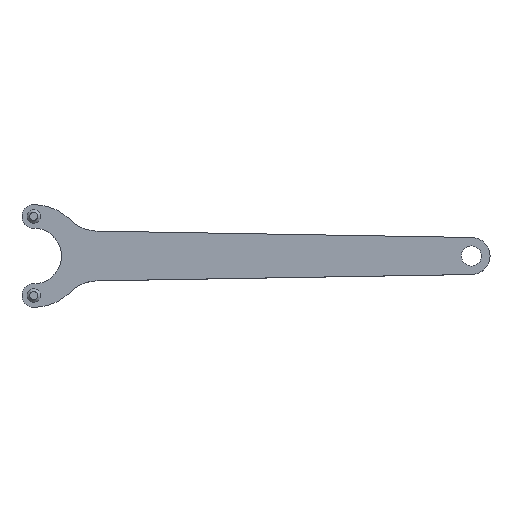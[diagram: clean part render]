
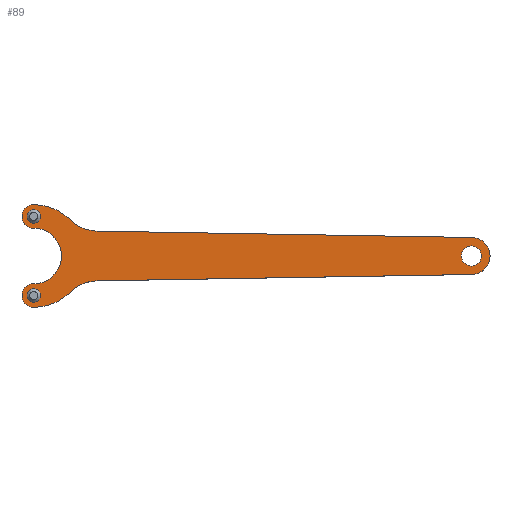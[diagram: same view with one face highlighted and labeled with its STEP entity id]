
A CAD part, top view. The second image highlights one B-rep face of the part: STEP entity #89.
In plain terms, the highlighted planar face has unit normal (0, 0, 1).
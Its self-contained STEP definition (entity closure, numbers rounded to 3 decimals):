
#89 = ADVANCED_FACE( '', ( #188, #189, #190, #191 ), #192, .T. );
#188 = FACE_BOUND( '', #295, .T. );
#189 = FACE_BOUND( '', #296, .T. );
#190 = FACE_BOUND( '', #297, .T. );
#191 = FACE_OUTER_BOUND( '', #298, .T. );
#192 = PLANE( '', #299 );
#295 = EDGE_LOOP( '', ( #446 ) );
#296 = EDGE_LOOP( '', ( #447 ) );
#297 = EDGE_LOOP( '', ( #448 ) );
#298 = EDGE_LOOP( '', ( #449, #450, #451, #452, #453, #454, #455, #456, #457, #458 ) );
#299 = AXIS2_PLACEMENT_3D( '', #459, #460, #461 );
#446 = ORIENTED_EDGE( '', *, *, #544, .F. );
#447 = ORIENTED_EDGE( '', *, *, #547, .F. );
#448 = ORIENTED_EDGE( '', *, *, #550, .F. );
#449 = ORIENTED_EDGE( '', *, *, #536, .F. );
#450 = ORIENTED_EDGE( '', *, *, #522, .F. );
#451 = ORIENTED_EDGE( '', *, *, #571, .F. );
#452 = ORIENTED_EDGE( '', *, *, #573, .F. );
#453 = ORIENTED_EDGE( '', *, *, #553, .F. );
#454 = ORIENTED_EDGE( '', *, *, #527, .F. );
#455 = ORIENTED_EDGE( '', *, *, #563, .F. );
#456 = ORIENTED_EDGE( '', *, *, #574, .F. );
#457 = ORIENTED_EDGE( '', *, *, #575, .F. );
#458 = ORIENTED_EDGE( '', *, *, #540, .F. );
#459 = CARTESIAN_POINT( '', ( 19., 19., 5. ) );
#460 = DIRECTION( '', ( 0., 0., 1. ) );
#461 = DIRECTION( '', ( 1., 0., 0. ) );
#522 = EDGE_CURVE( '', #592, #594, #595, .T. );
#527 = EDGE_CURVE( '', #601, #603, #604, .T. );
#536 = EDGE_CURVE( '', #594, #617, #618, .T. );
#540 = EDGE_CURVE( '', #617, #623, #624, .T. );
#544 = EDGE_CURVE( '', #629, #629, #630, .T. );
#547 = EDGE_CURVE( '', #634, #634, #635, .T. );
#550 = EDGE_CURVE( '', #639, #639, #640, .T. );
#553 = EDGE_CURVE( '', #603, #644, #645, .T. );
#563 = EDGE_CURVE( '', #657, #601, #659, .T. );
#571 = EDGE_CURVE( '', #669, #592, #671, .T. );
#573 = EDGE_CURVE( '', #644, #669, #673, .T. );
#574 = EDGE_CURVE( '', #674, #657, #675, .T. );
#575 = EDGE_CURVE( '', #623, #674, #676, .T. );
#592 = VERTEX_POINT( '', #695 );
#594 = VERTEX_POINT( '', #698 );
#595 = CIRCLE( '', #699, 15.25 );
#601 = VERTEX_POINT( '', #706 );
#603 = VERTEX_POINT( '', #709 );
#604 = CIRCLE( '', #710, 15.25 );
#617 = VERTEX_POINT( '', #724 );
#618 = CIRCLE( '', #725, 11.62 );
#623 = VERTEX_POINT( '', #732 );
#624 = LINE( '', #733, #734 );
#629 = VERTEX_POINT( '', #740 );
#630 = CIRCLE( '', #741, 2. );
#634 = VERTEX_POINT( '', #745 );
#635 = CIRCLE( '', #746, 2. );
#639 = VERTEX_POINT( '', #750 );
#640 = CIRCLE( '', #751, 3. );
#644 = VERTEX_POINT( '', #755 );
#645 = CIRCLE( '', #756, 3.5 );
#657 = VERTEX_POINT( '', #770 );
#659 = CIRCLE( '', #773, 11.62 );
#669 = VERTEX_POINT( '', #783 );
#671 = CIRCLE( '', #786, 3.5 );
#673 = CIRCLE( '', #788, 8.25 );
#674 = VERTEX_POINT( '', #789 );
#675 = LINE( '', #790, #791 );
#676 = CIRCLE( '', #792, 5.5 );
#695 = CARTESIAN_POINT( '', ( 0., 15.25, 5. ) );
#698 = CARTESIAN_POINT( '', ( 10.783, 10.783, 5. ) );
#699 = AXIS2_PLACEMENT_3D( '', #812, #813, #814 );
#706 = CARTESIAN_POINT( '', ( 10.783, -10.783, 5. ) );
#709 = CARTESIAN_POINT( '', ( 0., -15.25, 5. ) );
#710 = AXIS2_PLACEMENT_3D( '', #820, #821, #822 );
#724 = CARTESIAN_POINT( '', ( 18.803, 7.382, 5. ) );
#725 = AXIS2_PLACEMENT_3D( '', #836, #837, #838 );
#732 = CARTESIAN_POINT( '', ( 130.093, 5.499, 5. ) );
#733 = CARTESIAN_POINT( '', ( 18.803, 7.382, 5. ) );
#734 = VECTOR( '', #841, 1000. );
#740 = CARTESIAN_POINT( '', ( 2., -11.716, 5. ) );
#741 = AXIS2_PLACEMENT_3D( '', #846, #847, #848 );
#745 = CARTESIAN_POINT( '', ( 2., 11.784, 5. ) );
#746 = AXIS2_PLACEMENT_3D( '', #852, #853, #854 );
#750 = CARTESIAN_POINT( '', ( 133., 0.051, 5. ) );
#751 = AXIS2_PLACEMENT_3D( '', #858, #859, #860 );
#755 = CARTESIAN_POINT( '', ( 0., -8.25, 5. ) );
#756 = AXIS2_PLACEMENT_3D( '', #864, #865, #866 );
#770 = CARTESIAN_POINT( '', ( 18.803, -7.382, 5. ) );
#773 = AXIS2_PLACEMENT_3D( '', #882, #883, #884 );
#783 = CARTESIAN_POINT( '', ( 0., 8.25, 5. ) );
#786 = AXIS2_PLACEMENT_3D( '', #895, #896, #897 );
#788 = AXIS2_PLACEMENT_3D( '', #898, #899, #900 );
#789 = CARTESIAN_POINT( '', ( 130.093, -5.499, 5. ) );
#790 = CARTESIAN_POINT( '', ( 18.803, -7.382, 5. ) );
#791 = VECTOR( '', #901, 1000. );
#792 = AXIS2_PLACEMENT_3D( '', #902, #903, #904 );
#812 = CARTESIAN_POINT( '', ( 0., 0., 5. ) );
#813 = DIRECTION( '', ( 0., 0., -1. ) );
#814 = DIRECTION( '', ( 1., 0., 0. ) );
#820 = CARTESIAN_POINT( '', ( 0., 0., 5. ) );
#821 = DIRECTION( '', ( 0., 0., -1. ) );
#822 = DIRECTION( '', ( 1., 0., 0. ) );
#836 = CARTESIAN_POINT( '', ( 19., 19., 5. ) );
#837 = DIRECTION( '', ( 0., 0., 1. ) );
#838 = DIRECTION( '', ( 1., 0., 0. ) );
#841 = DIRECTION( '', ( 1., -0.017, 0. ) );
#846 = CARTESIAN_POINT( '', ( 0., -11.75, 5. ) );
#847 = DIRECTION( '', ( 0., 0., 1. ) );
#848 = DIRECTION( '', ( 1., 0.017, 0. ) );
#852 = CARTESIAN_POINT( '', ( 0., 11.75, 5. ) );
#853 = DIRECTION( '', ( 0., 0., 1. ) );
#854 = DIRECTION( '', ( 1., 0.017, 0. ) );
#858 = CARTESIAN_POINT( '', ( 130., 0., 5. ) );
#859 = DIRECTION( '', ( 0., 0., 1. ) );
#860 = DIRECTION( '', ( 1., 0.017, 0. ) );
#864 = CARTESIAN_POINT( '', ( 0., -11.75, 5. ) );
#865 = DIRECTION( '', ( 0., 0., -1. ) );
#866 = DIRECTION( '', ( 1., 0., 0. ) );
#882 = CARTESIAN_POINT( '', ( 19., -19., 5. ) );
#883 = DIRECTION( '', ( 0., 0., 1. ) );
#884 = DIRECTION( '', ( 1., 0., 0. ) );
#895 = CARTESIAN_POINT( '', ( 0., 11.75, 5. ) );
#896 = DIRECTION( '', ( 0., 0., -1. ) );
#897 = DIRECTION( '', ( 1., 0., 0. ) );
#898 = CARTESIAN_POINT( '', ( 0., 0., 5. ) );
#899 = DIRECTION( '', ( 0., 0., 1. ) );
#900 = DIRECTION( '', ( -1., 0., 0. ) );
#901 = DIRECTION( '', ( -1., -0.017, 0. ) );
#902 = CARTESIAN_POINT( '', ( 130., 0., 5. ) );
#903 = DIRECTION( '', ( 0., 0., -1. ) );
#904 = DIRECTION( '', ( -1., 0., 0. ) );
